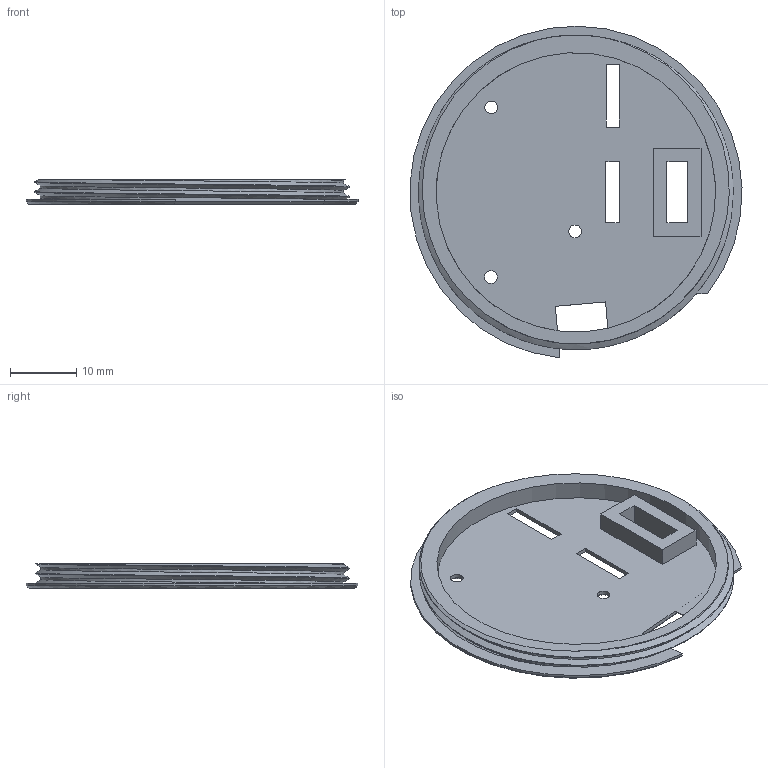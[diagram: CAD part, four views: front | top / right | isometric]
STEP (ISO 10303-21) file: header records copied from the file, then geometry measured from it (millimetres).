
FILE_DESCRIPTION(/* description */ (''),/* implementation_level */ '2;1');
FILE_NAME(/* name */ 'CirqueCaseBottom.step',/* time_stamp */ '2024-08-17T21:26:14-07:00',/* author */ (''),/* organization */ (''),/* preprocessor_version */ 'ST-DEVELOPER v20',/* originating_system */ 'Autodesk Translation Framework v12.14.0.127',/* authorisation */ '');
FILE_SCHEMA (('AUTOMOTIVE_DESIGN { 1 0 10303 214 3 1 1 }'));
Length unit declared in the file: millimetre
Products named in the file (1): CirqueCaseBottom
Bounding box: 50.28 x 50.21 x 3.75 mm (x, y, z)
Volume: 2706.4 mm3; surface area: 5099 mm2
Topology: 1 solids, 1 shells, 53 faces, 137 edges, 86 vertices
Faces by surface type: plane 36, cylinder 11, cone 4, bspline 2
Full cylindrical faces by diameter (mm): 1.93 x3, 42.33 x1, 45.927 x1, 47.65 x1
Entity records: 3007 total; most frequent: CARTESIAN_POINT 1692, ORIENTED_EDGE 274, DIRECTION 238, EDGE_CURVE 137, LINE 94, VECTOR 94, VERTEX_POINT 86, AXIS2_PLACEMENT_3D 72
